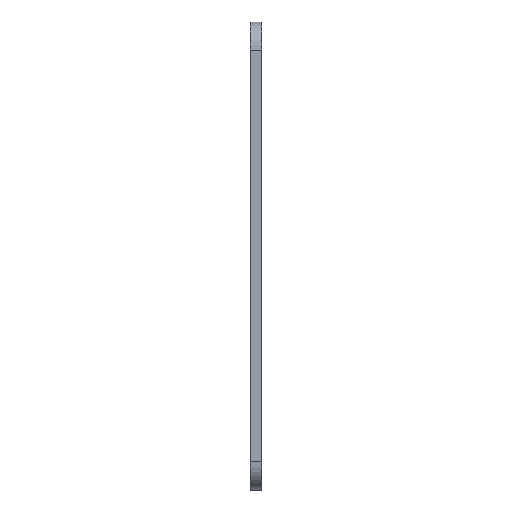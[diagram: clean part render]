
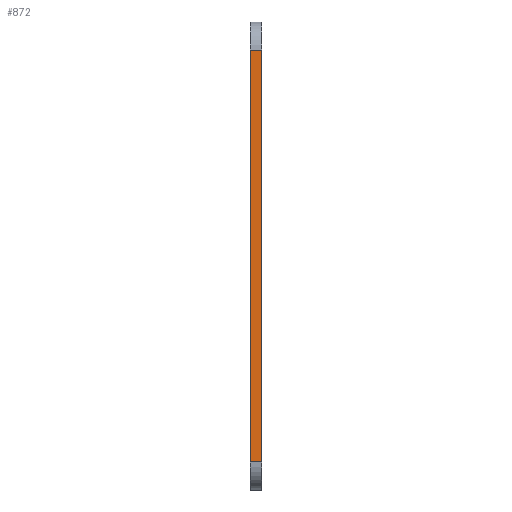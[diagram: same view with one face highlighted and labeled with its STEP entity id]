
A CAD part, left-side view. The second image highlights one B-rep face of the part: STEP entity #872.
In plain terms, the highlighted planar face has unit normal (-1, 0, 0).
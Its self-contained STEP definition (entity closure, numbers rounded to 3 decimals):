
#39=PLANE('',#940);
#74=FACE_OUTER_BOUND('',#117,.T.);
#117=EDGE_LOOP('',(#620,#621,#622,#623));
#184=LINE('',#1236,#289);
#185=LINE('',#1239,#290);
#186=LINE('',#1241,#291);
#187=LINE('',#1242,#292);
#289=VECTOR('',#1007,10.);
#290=VECTOR('',#1010,10.);
#291=VECTOR('',#1011,10.);
#292=VECTOR('',#1012,10.);
#411=VERTEX_POINT('',#1229);
#414=VERTEX_POINT('',#1234);
#415=VERTEX_POINT('',#1238);
#416=VERTEX_POINT('',#1240);
#496=EDGE_CURVE('',#414,#411,#184,.T.);
#497=EDGE_CURVE('',#414,#415,#185,.T.);
#498=EDGE_CURVE('',#416,#415,#186,.T.);
#499=EDGE_CURVE('',#411,#416,#187,.T.);
#620=ORIENTED_EDGE('',*,*,#496,.F.);
#621=ORIENTED_EDGE('',*,*,#497,.T.);
#622=ORIENTED_EDGE('',*,*,#498,.F.);
#623=ORIENTED_EDGE('',*,*,#499,.F.);
#872=ADVANCED_FACE('',(#74),#39,.T.);
#940=AXIS2_PLACEMENT_3D('',#1237,#1008,#1009);
#1007=DIRECTION('',(0.,1.,0.));
#1008=DIRECTION('center_axis',(-1.,0.,0.));
#1009=DIRECTION('ref_axis',(0.,0.,1.));
#1010=DIRECTION('',(0.,0.,1.));
#1011=DIRECTION('',(0.,-1.,0.));
#1012=DIRECTION('',(0.,0.,1.));
#1229=CARTESIAN_POINT('',(-10.136,2.,-61.899));
#1234=CARTESIAN_POINT('',(-10.136,0.,-61.899));
#1236=CARTESIAN_POINT('',(-10.136,0.,-61.899));
#1237=CARTESIAN_POINT('Origin',(-10.136,0.,-66.899));
#1238=CARTESIAN_POINT('',(-10.136,0.,11.601));
#1239=CARTESIAN_POINT('',(-10.136,0.,-66.899));
#1240=CARTESIAN_POINT('',(-10.136,2.,11.601));
#1241=CARTESIAN_POINT('',(-10.136,0.,11.601));
#1242=CARTESIAN_POINT('',(-10.136,2.,-66.899));
